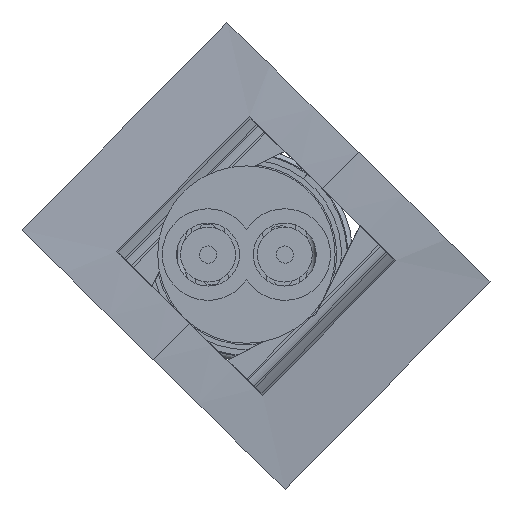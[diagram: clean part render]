
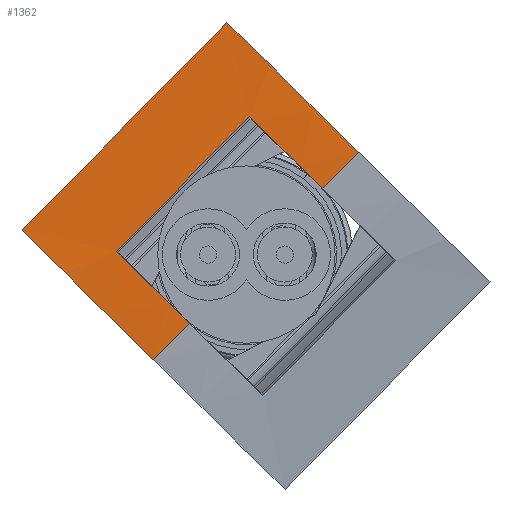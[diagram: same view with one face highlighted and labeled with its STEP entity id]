
A CAD part, front view. The second image highlights one B-rep face of the part: STEP entity #1362.
In plain terms, the highlighted cylindrical face has radius 29.2 mm (diameter 58.4 mm), a partial arc.
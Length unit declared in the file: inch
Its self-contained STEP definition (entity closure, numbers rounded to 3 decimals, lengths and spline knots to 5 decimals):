
#56 = CARTESIAN_POINT ( 'NONE',  ( 0., 2.72242, -2.79328 ) ) ;
#97 = DIRECTION ( 'NONE',  ( 1., 0., 0. ) ) ;
#127 = CARTESIAN_POINT ( 'NONE',  ( 0.51, 2.72242, -2.79328 ) ) ;
#220 = DIRECTION ( 'NONE',  ( 0., 0., -1. ) ) ;
#238 = CIRCLE ( 'NONE', #2308, 1.1496 ) ;
#241 = AXIS2_PLACEMENT_3D ( 'NONE', #987, #3967, #2789 ) ;
#293 = VERTEX_POINT ( 'NONE', #2224 ) ;
#301 = EDGE_CURVE ( 'NONE', #2518, #2669, #1697, .T. ) ;
#337 = EDGE_CURVE ( 'NONE', #1810, #2857, #916, .T. ) ;
#342 = LINE ( 'NONE', #2124, #3808 ) ;
#346 = DIRECTION ( 'NONE',  ( 0., 0., -1. ) ) ;
#401 = ORIENTED_EDGE ( 'NONE', *, *, #3010, .T. ) ;
#450 = LINE ( 'NONE', #1673, #1427 ) ;
#515 = ORIENTED_EDGE ( 'NONE', *, *, #1291, .T. ) ;
#543 = CARTESIAN_POINT ( 'NONE',  ( 0., 2.72242, -3.94287 ) ) ;
#591 = CARTESIAN_POINT ( 'NONE',  ( 0.51, 2.72242, -2.79328 ) ) ;
#595 = EDGE_CURVE ( 'NONE', #1377, #2669, #450, .T. ) ;
#600 = AXIS2_PLACEMENT_3D ( 'NONE', #3381, #1447, #3708 ) ;
#603 = CYLINDRICAL_SURFACE ( 'NONE', #241, 1.1496 ) ;
#610 = CARTESIAN_POINT ( 'NONE',  ( 0.42, 2.54331, -2.80731 ) ) ;
#663 = EDGE_LOOP ( 'NONE', ( #515, #1324, #3793, #1620, #401, #2991, #1739, #1594, #1710, #3563 ) ) ;
#675 = DIRECTION ( 'NONE',  ( -1., 0., 0. ) ) ;
#791 = DIRECTION ( 'NONE',  ( -1., 0., 0. ) ) ;
#847 = CARTESIAN_POINT ( 'NONE',  ( 0.51, 2.39992, -2.83944 ) ) ;
#890 = VERTEX_POINT ( 'NONE', #3030 ) ;
#916 = LINE ( 'NONE', #591, #1592 ) ;
#987 = CARTESIAN_POINT ( 'NONE',  ( 0.51, 2.72242, -3.94287 ) ) ;
#1291 = EDGE_CURVE ( 'NONE', #1321, #1810, #2099, .T. ) ;
#1321 = VERTEX_POINT ( 'NONE', #847 ) ;
#1324 = ORIENTED_EDGE ( 'NONE', *, *, #337, .T. ) ;
#1327 = EDGE_CURVE ( 'NONE', #1377, #1655, #238, .T. ) ;
#1362 = ADVANCED_FACE ( 'NONE', ( #1575 ), #603, .T. ) ;
#1377 = VERTEX_POINT ( 'NONE', #3628 ) ;
#1427 = VECTOR ( 'NONE', #675, 39.37008 ) ;
#1447 = DIRECTION ( 'NONE',  ( 1., 0., 0. ) ) ;
#1483 = CARTESIAN_POINT ( 'NONE',  ( 0.51, 2.72242, -3.94287 ) ) ;
#1575 = FACE_OUTER_BOUND ( 'NONE', #663, .T. ) ;
#1592 = VECTOR ( 'NONE', #2188, 39.37008 ) ;
#1594 = ORIENTED_EDGE ( 'NONE', *, *, #595, .T. ) ;
#1620 = ORIENTED_EDGE ( 'NONE', *, *, #3529, .T. ) ;
#1630 = DIRECTION ( 'NONE',  ( 1., 0., 0. ) ) ;
#1649 = CARTESIAN_POINT ( 'NONE',  ( 0.09, 2.72242, -3.94287 ) ) ;
#1655 = VERTEX_POINT ( 'NONE', #3372 ) ;
#1663 = AXIS2_PLACEMENT_3D ( 'NONE', #1483, #2109, #3066 ) ;
#1673 = CARTESIAN_POINT ( 'NONE',  ( 0.51, 2.72242, -2.79328 ) ) ;
#1697 = CIRCLE ( 'NONE', #3671, 1.1496 ) ;
#1710 = ORIENTED_EDGE ( 'NONE', *, *, #301, .F. ) ;
#1739 = ORIENTED_EDGE ( 'NONE', *, *, #1327, .F. ) ;
#1804 = CARTESIAN_POINT ( 'NONE',  ( 0.42, 2.72242, -2.79328 ) ) ;
#1810 = VERTEX_POINT ( 'NONE', #127 ) ;
#2009 = CIRCLE ( 'NONE', #3800, 1.1496 ) ;
#2080 = EDGE_CURVE ( 'NONE', #1655, #890, #2009, .T. ) ;
#2099 = CIRCLE ( 'NONE', #1663, 1.1496 ) ;
#2109 = DIRECTION ( 'NONE',  ( -1., 0., 0. ) ) ;
#2124 = CARTESIAN_POINT ( 'NONE',  ( 0.51, 2.54331, -2.80731 ) ) ;
#2188 = DIRECTION ( 'NONE',  ( -1., 0., 0. ) ) ;
#2200 = CIRCLE ( 'NONE', #600, 1.1496 ) ;
#2224 = CARTESIAN_POINT ( 'NONE',  ( 0.42, 2.55957, -2.80487 ) ) ;
#2308 = AXIS2_PLACEMENT_3D ( 'NONE', #1649, #2723, #3123 ) ;
#2449 = CARTESIAN_POINT ( 'NONE',  ( 0.51, 2.39992, -2.83944 ) ) ;
#2503 = DIRECTION ( 'NONE',  ( -1., 0., 0. ) ) ;
#2518 = VERTEX_POINT ( 'NONE', #2574 ) ;
#2574 = CARTESIAN_POINT ( 'NONE',  ( 0., 2.39992, -2.83944 ) ) ;
#2632 = LINE ( 'NONE', #2449, #3133 ) ;
#2669 = VERTEX_POINT ( 'NONE', #56 ) ;
#2723 = DIRECTION ( 'NONE',  ( 1., 0., 0. ) ) ;
#2789 = DIRECTION ( 'NONE',  ( 0., 0., 1. ) ) ;
#2857 = VERTEX_POINT ( 'NONE', #1804 ) ;
#2991 = ORIENTED_EDGE ( 'NONE', *, *, #2080, .F. ) ;
#3010 = EDGE_CURVE ( 'NONE', #3148, #890, #342, .T. ) ;
#3030 = CARTESIAN_POINT ( 'NONE',  ( 0.09, 2.54331, -2.80731 ) ) ;
#3066 = DIRECTION ( 'NONE',  ( 0., 0., -1. ) ) ;
#3123 = DIRECTION ( 'NONE',  ( 0., 0., 1. ) ) ;
#3133 = VECTOR ( 'NONE', #3723, 39.37008 ) ;
#3148 = VERTEX_POINT ( 'NONE', #610 ) ;
#3372 = CARTESIAN_POINT ( 'NONE',  ( 0.09, 2.55957, -2.80487 ) ) ;
#3381 = CARTESIAN_POINT ( 'NONE',  ( 0.42, 2.72242, -3.94287 ) ) ;
#3529 = EDGE_CURVE ( 'NONE', #293, #3148, #2200, .T. ) ;
#3551 = CARTESIAN_POINT ( 'NONE',  ( 0.42, 2.72242, -3.94287 ) ) ;
#3563 = ORIENTED_EDGE ( 'NONE', *, *, #3572, .F. ) ;
#3572 = EDGE_CURVE ( 'NONE', #1321, #2518, #2632, .T. ) ;
#3577 = CARTESIAN_POINT ( 'NONE',  ( 0.09, 2.72242, -3.94287 ) ) ;
#3628 = CARTESIAN_POINT ( 'NONE',  ( 0.09, 2.72242, -2.79328 ) ) ;
#3671 = AXIS2_PLACEMENT_3D ( 'NONE', #543, #2503, #220 ) ;
#3708 = DIRECTION ( 'NONE',  ( 0., 0., -1. ) ) ;
#3723 = DIRECTION ( 'NONE',  ( -1., 0., 0. ) ) ;
#3793 = ORIENTED_EDGE ( 'NONE', *, *, #3830, .T. ) ;
#3800 = AXIS2_PLACEMENT_3D ( 'NONE', #3577, #97, #346 ) ;
#3808 = VECTOR ( 'NONE', #791, 39.37008 ) ;
#3830 = EDGE_CURVE ( 'NONE', #2857, #293, #4102, .T. ) ;
#3885 = DIRECTION ( 'NONE',  ( 0., 0., 1. ) ) ;
#3967 = DIRECTION ( 'NONE',  ( -1., 0., 0. ) ) ;
#3993 = AXIS2_PLACEMENT_3D ( 'NONE', #3551, #1630, #3885 ) ;
#4102 = CIRCLE ( 'NONE', #3993, 1.1496 ) ;
